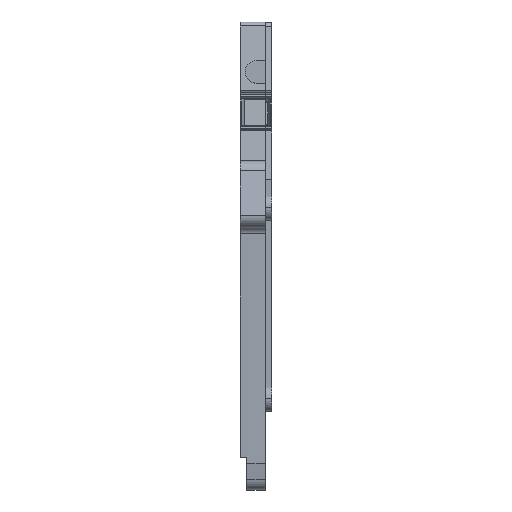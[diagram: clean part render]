
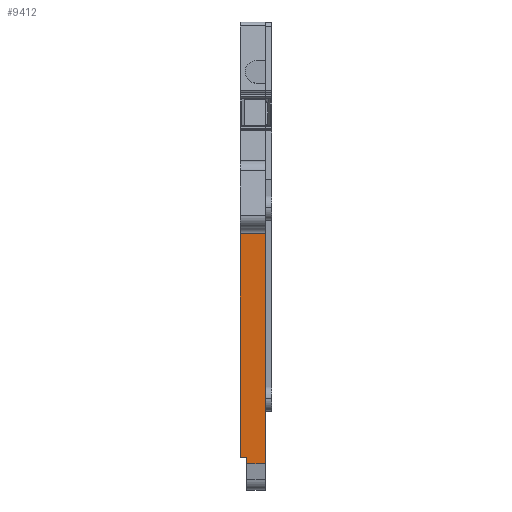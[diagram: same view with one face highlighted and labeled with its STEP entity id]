
A CAD part, front view. The second image highlights one B-rep face of the part: STEP entity #9412.
In plain terms, the highlighted planar face has unit normal (0, -0.998, -0.058).
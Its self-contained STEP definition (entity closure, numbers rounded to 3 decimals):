
#9397=AXIS2_PLACEMENT_3D('Plane Axis2P3D',#9394,#9395,#9396) ;
#5239=CARTESIAN_POINT('Vertex',(4.,2.773,40.986)) ;
#5242=CARTESIAN_POINT('Line Origine',(4.,3.834,22.6)) ;
#5246=CARTESIAN_POINT('Vertex',(4.,4.895,4.214)) ;
#6739=CARTESIAN_POINT('Vertex',(1.,4.895,4.214)) ;
#6742=CARTESIAN_POINT('Line Origine',(1.,4.866,4.707)) ;
#6746=CARTESIAN_POINT('Vertex',(1.,4.838,5.2)) ;
#6777=CARTESIAN_POINT('Line Origine',(0.5,4.838,5.2)) ;
#6781=CARTESIAN_POINT('Vertex',(0.,4.838,5.2)) ;
#7253=CARTESIAN_POINT('Vertex',(0.,2.773,40.986)) ;
#7710=CARTESIAN_POINT('Line Origine',(0.,3.806,23.093)) ;
#9382=CARTESIAN_POINT('Line Origine',(2.55,2.773,40.986)) ;
#9394=CARTESIAN_POINT('Axis2P3D Location',(0.,2.773,40.986)) ;
#9399=CARTESIAN_POINT('Line Origine',(2.5,4.895,4.214)) ;
#5243=DIRECTION('Vector Direction',(0.,0.058,-0.998)) ;
#6743=DIRECTION('Vector Direction',(0.,-0.058,0.998)) ;
#6778=DIRECTION('Vector Direction',(1.,0.,0.)) ;
#7711=DIRECTION('Vector Direction',(0.,0.058,-0.998)) ;
#9383=DIRECTION('Vector Direction',(1.,0.,0.)) ;
#9395=DIRECTION('Axis2P3D Direction',(0.,-0.998,-0.058)) ;
#9396=DIRECTION('Axis2P3D XDirection',(0.,0.058,-0.998)) ;
#9400=DIRECTION('Vector Direction',(1.,0.,0.)) ;
#5244=VECTOR('Line Direction',#5243,1.) ;
#6744=VECTOR('Line Direction',#6743,1.) ;
#6779=VECTOR('Line Direction',#6778,1.) ;
#7712=VECTOR('Line Direction',#7711,1.) ;
#9384=VECTOR('Line Direction',#9383,1.) ;
#9401=VECTOR('Line Direction',#9400,1.) ;
#9405=ORIENTED_EDGE('',*,*,#9403,.T.) ;
#9406=ORIENTED_EDGE('',*,*,#5248,.F.) ;
#9407=ORIENTED_EDGE('',*,*,#9386,.F.) ;
#9408=ORIENTED_EDGE('',*,*,#7714,.F.) ;
#9409=ORIENTED_EDGE('',*,*,#6783,.T.) ;
#9410=ORIENTED_EDGE('',*,*,#6748,.F.) ;
#9412=ADVANCED_FACE('21830_ARGH_TA_mat-no_2150770000\\Koerper.2',(#9411),#9398,.T.) ;
#5248=EDGE_CURVE('',#5240,#5247,#5245,.T.) ;
#6748=EDGE_CURVE('',#6740,#6747,#6745,.T.) ;
#6783=EDGE_CURVE('',#6782,#6747,#6780,.T.) ;
#7714=EDGE_CURVE('',#6782,#7254,#7713,.F.) ;
#9386=EDGE_CURVE('',#7254,#5240,#9385,.T.) ;
#9403=EDGE_CURVE('',#6740,#5247,#9402,.T.) ;
#9404=EDGE_LOOP('',(#9405,#9406,#9407,#9408,#9409,#9410)) ;
#9411=FACE_OUTER_BOUND('',#9404,.T.) ;
#5245=LINE('Line',#5242,#5244) ;
#6745=LINE('Line',#6742,#6744) ;
#6780=LINE('Line',#6777,#6779) ;
#7713=LINE('Line',#7710,#7712) ;
#9385=LINE('Line',#9382,#9384) ;
#9402=LINE('Line',#9399,#9401) ;
#9398=PLANE('',#9397) ;
#5240=VERTEX_POINT('',#5239) ;
#5247=VERTEX_POINT('',#5246) ;
#6740=VERTEX_POINT('',#6739) ;
#6747=VERTEX_POINT('',#6746) ;
#6782=VERTEX_POINT('',#6781) ;
#7254=VERTEX_POINT('',#7253) ;
